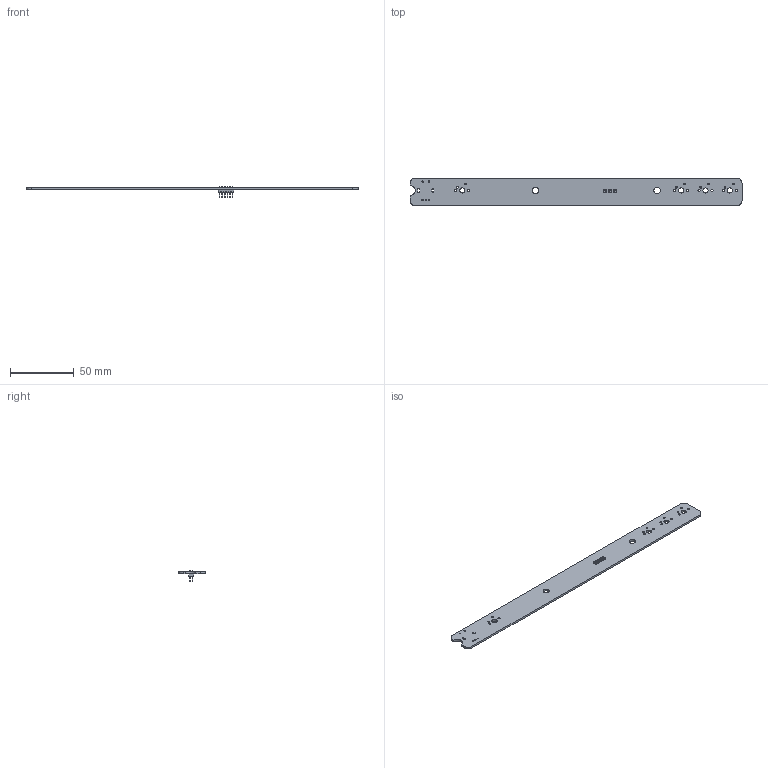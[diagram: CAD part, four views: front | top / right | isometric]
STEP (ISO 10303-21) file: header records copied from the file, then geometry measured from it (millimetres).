
FILE_DESCRIPTION(('KiCad electronic assembly'),'2;1');
FILE_NAME('blvdtopsmd.step','2021-08-14T16:06:25',('An Author'),( 'A Company'),'Open CASCADE STEP processor 6.9', 'KiCad to STEP converter','Unknown');
FILE_SCHEMA(('AUTOMOTIVE_DESIGN { 1 0 10303 214 1 1 1 1 }'));
Length unit declared in the file: millimetre
Products named in the file (4): Open CASCADE STEP translator 6.9 1; PinHeader_2x06_P2.00mm_Vertical; SOLID; COMPOUND
Assembly tree (3 placements, depth 3):
  Open CASCADE STEP translator 6.9 1
    PinHeader_2x06_P2.00mm_Vertical
      SOLID
    COMPOUND
Bounding box: 260 x 21.43 x 8.8 mm (x, y, z)
Volume: 8745.4 mm3; surface area: 12361.4 mm2
Topology: 2 solids, 2 shells, 315 faces, 765 edges, 478 vertices
Faces by surface type: plane 267, cylinder 48
Full cylindrical faces by diameter (mm): 0.8 x12, 1 x5, 1.5 x8, 1.7 x8, 4 x4, 5 x2
Entity records: 20972 total; most frequent: CARTESIAN_POINT 3092, DIRECTION 3029, LINE 2103, VECTOR 2103, ORIENTED_EDGE 1530, PCURVE 1530, DEFINITIONAL_REPRESENTATION 1530, EDGE_CURVE 765
